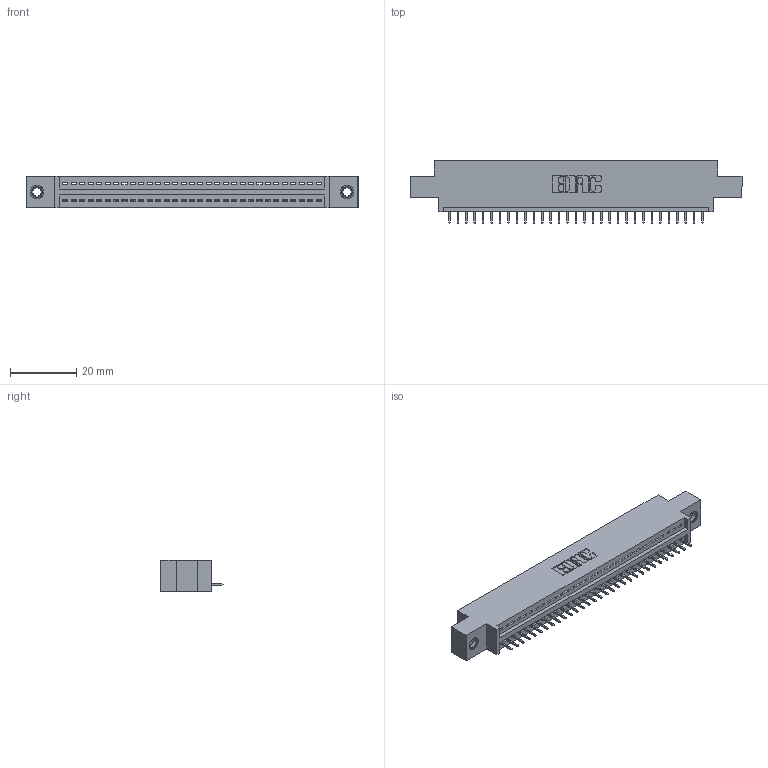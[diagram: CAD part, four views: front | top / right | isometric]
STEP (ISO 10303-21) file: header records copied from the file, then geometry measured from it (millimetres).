
FILE_DESCRIPTION (( 'STEP AP203' ), '1' );
FILE_NAME ('895-031-525-607.STEP', '2020-09-25T19:07:17', ( '' ), ( '' ), 'SwSTEP 2.0', 'SolidWorks 2020', '' );
FILE_SCHEMA (( 'CONFIG_CONTROL_DESIGN' ));
Length unit declared in the file: inch
Products named in the file (4): 345-292-001_345-293-125; 845 Part_0.170 Offset - 0.156 Dia-TI; 345-250-001_345-250-005-103; 895-031-525-607
Assembly tree (34 placements, depth 2):
  895-031-525-607
    845 Part_0.170 Offset - 0.156 Dia-TI
    345-292-001_345-293-125  x31
    345-250-001_345-250-005-103  x2
Bounding box: 99.95 x 18.72 x 9.4 mm (x, y, z)
Volume: 9149.7 mm3; surface area: 11746.6 mm2
Topology: 34 solids, 34 shells, 2112 faces, 6069 edges, 3914 vertices
Faces by surface type: plane 1542, cylinder 554, cone 12, torus 4
Entity records: 26204 total; most frequent: CARTESIAN_POINT 4520, ORIENTED_EDGE 4478, DIRECTION 3991, EDGE_CURVE 2239, LINE 1967, VECTOR 1967, VERTEX_POINT 1484, AXIS2_PLACEMENT_3D 1012
